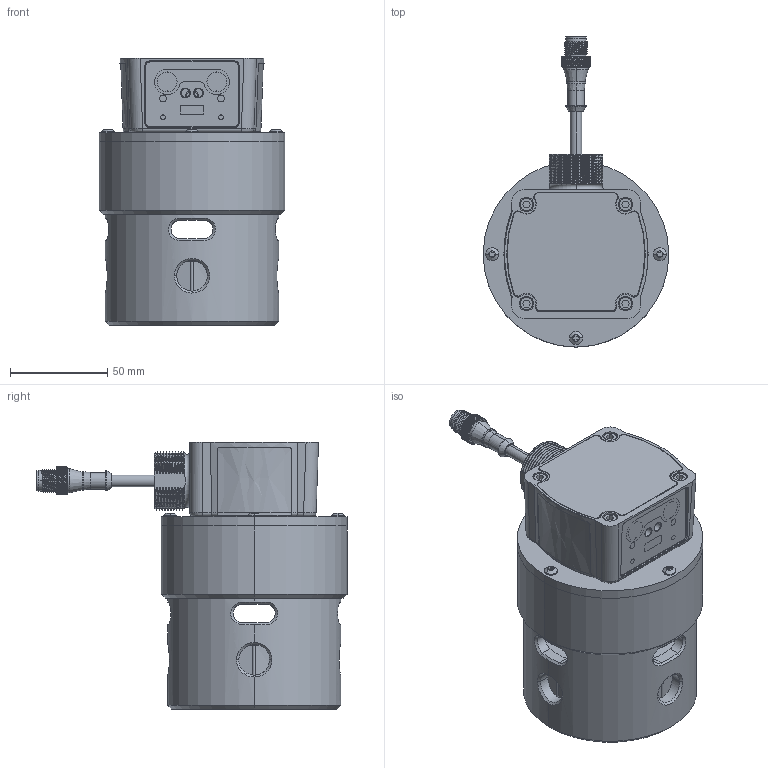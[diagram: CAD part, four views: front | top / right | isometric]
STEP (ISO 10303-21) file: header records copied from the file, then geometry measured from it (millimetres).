
FILE_DESCRIPTION((''),'2;1');
FILE_NAME('159637_ASM','2012-11-05T',('banengservice'),('BANNER ENGINEERING'),'PRO/ENGINEER BY PARAMETRIC TECHNOLOGY CORPORATION, 2009141','PRO/ENGINEER BY PARAMETRIC TECHNOLOGY CORPORATION, 2009141','');
FILE_SCHEMA(('CONFIG_CONTROL_DESIGN'));
Length unit declared in the file: millimetre
Products named in the file (20): 136828; 136693; 136694; 136780; 136716; BHCS_6_32X5_8; SHCS_8-32X1_1_2; 137180_ASM; 117359; 108894; 62676; 133396; 133394; 141342; 133399_ASM; 133273; 122361; CABLE_592_5COND_57206; 57206_ASM; 159637_ASM
Assembly tree (28 placements, depth 4):
  159637_ASM
    137180_ASM
      136828
      136693
      136694
      136780
      136716
      BHCS_6_32X5_8  x4
      SHCS_8-32X1_1_2  x4
    117359
    108894
    62676
    57206_ASM
      133399_ASM
        133396
        133394  x4
        141342
      133273
      122361
      CABLE_592_5COND_57206
Bounding box: 95.25 x 159.03 x 137.05 mm (x, y, z)
Volume: 426790.8 mm3; surface area: 158242 mm2
Topology: 25 solids, 38 shells, 3450 faces, 8133 edges, 4852 vertices
Faces by surface type: bspline 1442, cylinder 975, plane 823, cone 162, torus 24, sphere 14, extrusion 8, revolution 2
Entity records: 167034 total; most frequent: CARTESIAN_POINT 103052, ORIENTED_EDGE 15410, DIRECTION 8822, EDGE_CURVE 7759, VERTEX_POINT 4642, B_SPLINE_CURVE_WITH_KNOTS 4083, EDGE_LOOP 3500, FACE_OUTER_BOUND 3282
